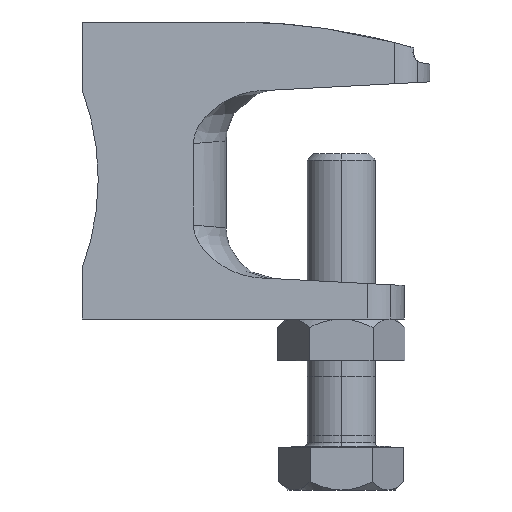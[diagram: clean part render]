
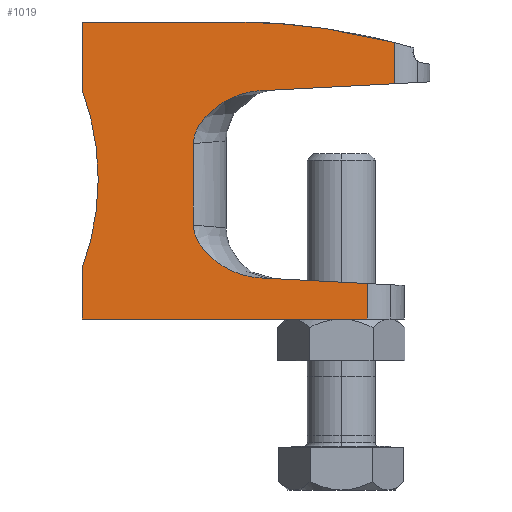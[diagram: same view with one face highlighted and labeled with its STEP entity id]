
A CAD part, left-side view. The second image highlights one B-rep face of the part: STEP entity #1019.
In plain terms, the highlighted planar face has unit normal (-0.995, -0.102, 0).
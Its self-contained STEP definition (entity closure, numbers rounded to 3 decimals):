
#5=DIRECTION('',(-0.102,0.995,0.));
#6=VECTOR('',#5,18.097);
#7=CARTESIAN_POINT('',(-7.598,-21.,42.));
#8=LINE('',#7,#6);
#112=DIRECTION('',(0.,0.,1.));
#113=VECTOR('',#112,8.);
#114=CARTESIAN_POINT('',(-9.439,-2.997,34.));
#115=LINE('',#114,#113);
#116=DIRECTION('',(-0.102,0.993,-0.052));
#117=VECTOR('',#116,15.919);
#118=CARTESIAN_POINT('',(-5.676,-39.789,34.727));
#119=LINE('',#118,#117);
#120=CARTESIAN_POINT('',(-8.096,-16.128,18.062));
#121=CARTESIAN_POINT('',(-8.096,-16.128,17.945));
#122=CARTESIAN_POINT('',(-8.095,-16.14,17.706));
#123=CARTESIAN_POINT('',(-8.089,-16.199,17.338));
#124=CARTESIAN_POINT('',(-8.078,-16.303,16.952));
#125=CARTESIAN_POINT('',(-8.063,-16.458,16.547));
#126=CARTESIAN_POINT('',(-8.041,-16.672,16.116));
#127=CARTESIAN_POINT('',(-8.012,-16.957,15.658));
#128=CARTESIAN_POINT('',(-7.974,-17.323,15.171));
#129=CARTESIAN_POINT('',(-7.927,-17.782,14.661));
#130=CARTESIAN_POINT('',(-7.872,-18.322,14.156));
#131=CARTESIAN_POINT('',(-7.81,-18.931,13.672));
#132=CARTESIAN_POINT('',(-7.74,-19.607,13.223));
#133=CARTESIAN_POINT('',(-7.667,-20.324,12.825));
#134=CARTESIAN_POINT('',(-7.592,-21.059,12.49));
#135=CARTESIAN_POINT('',(-7.517,-21.797,12.225));
#136=CARTESIAN_POINT('',(-7.441,-22.531,12.029));
#137=CARTESIAN_POINT('',(-7.367,-23.259,11.898));
#138=CARTESIAN_POINT('',(-7.318,-23.737,11.852));
#139=CARTESIAN_POINT('',(-7.294,-23.975,11.84));
#141=DIRECTION('',(0.102,-0.993,-0.052));
#142=VECTOR('',#141,12.718);
#143=CARTESIAN_POINT('',(-7.294,-23.975,11.84));
#144=LINE('',#143,#142);
#145=DIRECTION('',(0.,0.,1.));
#146=VECTOR('',#145,5.957);
#147=CARTESIAN_POINT('',(-9.439,-2.997,7.));
#148=LINE('',#147,#146);
#153=CARTESIAN_POINT('',(-9.439,-2.997,34.));
#154=CARTESIAN_POINT('',(-9.396,-3.417,32.876));
#155=CARTESIAN_POINT('',(-9.325,-4.119,30.597));
#156=CARTESIAN_POINT('',(-9.259,-4.76,27.058));
#157=CARTESIAN_POINT('',(-9.244,-4.902,24.678));
#158=CARTESIAN_POINT('',(-9.244,-4.902,23.478));
#160=CARTESIAN_POINT('',(-9.244,-4.902,23.478));
#161=CARTESIAN_POINT('',(-9.244,-4.902,22.278));
#162=CARTESIAN_POINT('',(-9.259,-4.76,19.899));
#163=CARTESIAN_POINT('',(-9.325,-4.119,16.359));
#164=CARTESIAN_POINT('',(-9.396,-3.417,14.081));
#165=CARTESIAN_POINT('',(-9.439,-2.996,12.957));
#225=DIRECTION('',(0.102,-0.995,0.));
#226=VECTOR('',#225,33.788);
#227=CARTESIAN_POINT('',(-9.439,-2.997,7.));
#228=LINE('',#227,#226);
#294=CARTESIAN_POINT('',(-6.002,-36.609,11.178));
#321=DIRECTION('',(0.,0.,1.));
#322=VECTOR('',#321,4.178);
#323=CARTESIAN_POINT('',(-6.002,-36.609,7.));
#324=LINE('',#323,#322);
#368=DIRECTION('',(0.,0.,1.));
#369=VECTOR('',#368,9.614);
#370=CARTESIAN_POINT('',(-8.096,-16.128,18.062));
#371=LINE('',#370,#369);
#390=CARTESIAN_POINT('',(-8.096,-16.128,27.676));
#391=CARTESIAN_POINT('',(-8.096,-16.128,27.793));
#392=CARTESIAN_POINT('',(-8.095,-16.14,28.032));
#393=CARTESIAN_POINT('',(-8.089,-16.199,28.4));
#394=CARTESIAN_POINT('',(-8.078,-16.303,28.785));
#395=CARTESIAN_POINT('',(-8.063,-16.458,29.191));
#396=CARTESIAN_POINT('',(-8.041,-16.672,29.622));
#397=CARTESIAN_POINT('',(-8.011,-16.958,30.081));
#398=CARTESIAN_POINT('',(-7.974,-17.325,30.568));
#399=CARTESIAN_POINT('',(-7.927,-17.783,31.078));
#400=CARTESIAN_POINT('',(-7.872,-18.323,31.583));
#401=CARTESIAN_POINT('',(-7.81,-18.931,32.066));
#402=CARTESIAN_POINT('',(-7.741,-19.607,32.515));
#403=CARTESIAN_POINT('',(-7.667,-20.323,32.913));
#404=CARTESIAN_POINT('',(-7.592,-21.059,33.248));
#405=CARTESIAN_POINT('',(-7.517,-21.797,33.513));
#406=CARTESIAN_POINT('',(-7.441,-22.532,33.709));
#407=CARTESIAN_POINT('',(-7.367,-23.26,33.84));
#408=CARTESIAN_POINT('',(-7.318,-23.737,33.886));
#409=CARTESIAN_POINT('',(-7.294,-23.975,33.898));
#456=DIRECTION('',(0.,0.,1.));
#457=VECTOR('',#456,4.848);
#458=CARTESIAN_POINT('',(-5.676,-39.789,34.727));
#459=LINE('',#458,#457);
#471=CARTESIAN_POINT('',(-5.676,-39.789,39.575));
#472=CARTESIAN_POINT('',(-6.306,-33.629,41.192));
#473=CARTESIAN_POINT('',(-6.947,-27.366,42.));
#474=CARTESIAN_POINT('',(-7.598,-21.,42.));
#732=CARTESIAN_POINT('',(-7.598,-21.,42.));
#733=VERTEX_POINT('',#732);
#734=CARTESIAN_POINT('',(-9.439,-2.997,42.));
#735=VERTEX_POINT('',#734);
#750=CARTESIAN_POINT('',(-9.439,-2.996,12.957));
#751=VERTEX_POINT('',#750);
#752=CARTESIAN_POINT('',(-9.439,-2.997,7.));
#753=VERTEX_POINT('',#752);
#758=CARTESIAN_POINT('',(-9.439,-2.997,34.));
#759=VERTEX_POINT('',#758);
#765=VERTEX_POINT('',#160);
#774=CARTESIAN_POINT('',(-6.002,-36.609,7.));
#775=VERTEX_POINT('',#774);
#790=VERTEX_POINT('',#294);
#791=CARTESIAN_POINT('',(-7.294,-23.975,11.84));
#792=VERTEX_POINT('',#791);
#802=VERTEX_POINT('',#120);
#803=VERTEX_POINT('',#471);
#804=CARTESIAN_POINT('',(-5.676,-39.789,34.727));
#805=VERTEX_POINT('',#804);
#806=CARTESIAN_POINT('',(-7.294,-23.975,33.898));
#807=VERTEX_POINT('',#806);
#808=VERTEX_POINT('',#390);
#986=CARTESIAN_POINT('',(-10.203,4.475,0.));
#987=DIRECTION('',(0.995,0.102,0.));
#988=DIRECTION('',(0.102,-0.995,0.));
#989=AXIS2_PLACEMENT_3D('',#986,#987,#988);
#990=PLANE('',#989);
#992=ORIENTED_EDGE('',*,*,#991,.F.);
#994=ORIENTED_EDGE('',*,*,#993,.F.);
#995=ORIENTED_EDGE('',*,*,#979,.T.);
#996=ORIENTED_EDGE('',*,*,#867,.F.);
#998=ORIENTED_EDGE('',*,*,#997,.F.);
#1000=ORIENTED_EDGE('',*,*,#999,.F.);
#1002=ORIENTED_EDGE('',*,*,#1001,.T.);
#1004=ORIENTED_EDGE('',*,*,#1003,.F.);
#1006=ORIENTED_EDGE('',*,*,#1005,.F.);
#1008=ORIENTED_EDGE('',*,*,#1007,.T.);
#1010=ORIENTED_EDGE('',*,*,#1009,.T.);
#1012=ORIENTED_EDGE('',*,*,#1011,.F.);
#1014=ORIENTED_EDGE('',*,*,#1013,.F.);
#1016=ORIENTED_EDGE('',*,*,#1015,.T.);
#1017=EDGE_LOOP('',(#992,#994,#995,#996,#998,#1000,#1002,#1004,#1006,#1008,
#1010,#1012,#1014,#1016));
#1018=FACE_OUTER_BOUND('',#1017,.F.);
#1019=ADVANCED_FACE('',(#1018),#990,.F.);
#140=B_SPLINE_CURVE_WITH_KNOTS('',3,(#120,#121,#122,#123,#124,#125,#126,#127,
#128,#129,#130,#131,#132,#133,#134,#135,#136,#137,#138,#139),.UNSPECIFIED.,.F.,
.F.,(4,1,1,1,1,1,1,1,1,1,1,1,1,1,1,1,1,4),(0.,0.059,
0.118,0.176,0.235,0.294,
0.353,0.412,0.471,0.529,
0.588,0.647,0.706,0.765,
0.824,0.882,0.941,1.),.UNSPECIFIED.);
#159=B_SPLINE_CURVE_WITH_KNOTS('',3,(#153,#154,#155,#156,#157,#158),
.UNSPECIFIED.,.F.,.F.,(4,1,1,4),(0.,0.333,0.667,1.),
.UNSPECIFIED.);
#166=B_SPLINE_CURVE_WITH_KNOTS('',3,(#160,#161,#162,#163,#164,#165),
.UNSPECIFIED.,.F.,.F.,(4,1,1,4),(0.,0.333,0.667,1.),
.UNSPECIFIED.);
#410=B_SPLINE_CURVE_WITH_KNOTS('',3,(#390,#391,#392,#393,#394,#395,#396,#397,
#398,#399,#400,#401,#402,#403,#404,#405,#406,#407,#408,#409),.UNSPECIFIED.,.F.,
.F.,(4,1,1,1,1,1,1,1,1,1,1,1,1,1,1,1,1,4),(0.,0.059,
0.118,0.176,0.235,0.294,
0.353,0.412,0.471,0.529,
0.588,0.647,0.706,0.765,
0.824,0.882,0.941,1.),.UNSPECIFIED.);
#475=B_SPLINE_CURVE_WITH_KNOTS('',3,(#471,#472,#473,#474),.UNSPECIFIED.,.F.,.F.,
(4,4),(0.,1.),.UNSPECIFIED.);
#867=EDGE_CURVE('',#733,#735,#8,.T.);
#979=EDGE_CURVE('',#759,#735,#115,.T.);
#991=EDGE_CURVE('',#765,#751,#166,.T.);
#993=EDGE_CURVE('',#759,#765,#159,.T.);
#997=EDGE_CURVE('',#803,#733,#475,.T.);
#999=EDGE_CURVE('',#805,#803,#459,.T.);
#1001=EDGE_CURVE('',#805,#807,#119,.T.);
#1003=EDGE_CURVE('',#808,#807,#410,.T.);
#1005=EDGE_CURVE('',#802,#808,#371,.T.);
#1007=EDGE_CURVE('',#802,#792,#140,.T.);
#1009=EDGE_CURVE('',#792,#790,#144,.T.);
#1011=EDGE_CURVE('',#775,#790,#324,.T.);
#1013=EDGE_CURVE('',#753,#775,#228,.T.);
#1015=EDGE_CURVE('',#753,#751,#148,.T.);
